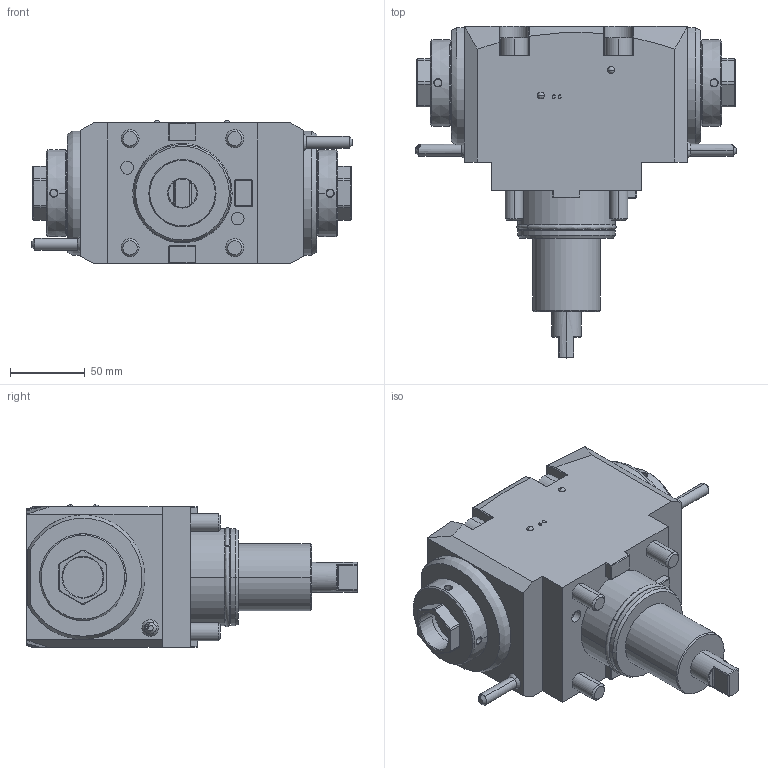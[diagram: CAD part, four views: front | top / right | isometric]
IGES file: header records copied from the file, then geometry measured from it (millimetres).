
Start section:  PTC IGES file: ngt2_65_201_32d_1_3_72_do.igs
Global section: file name: ngt2_65_201_32d_1_3_72_do.igs; native system: Pro/ENGINEER by Parametric Technology Corporation; preprocessor: 2010280; author: Vali; organization: Unknown; date: 20200402.091329; units: millimetre
Bounding box: 214.09 x 222 x 95.6 mm (x, y, z)
Volume: 1792260.6 mm3; surface area: 125016.2 mm2
Topology: 2 solids, 2 shells, 400 faces, 958 edges, 596 vertices
Faces by surface type: revolution 202, bspline 194, extrusion 4
